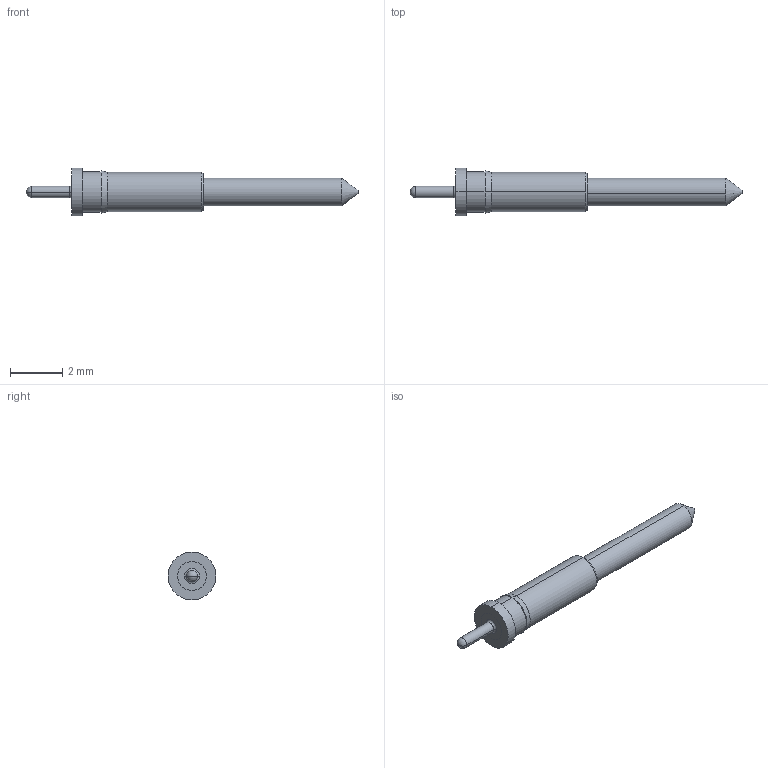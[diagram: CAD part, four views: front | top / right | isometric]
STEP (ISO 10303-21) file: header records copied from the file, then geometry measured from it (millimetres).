
FILE_DESCRIPTION (( 'STEP AP214' ), '1' );
FILE_NAME ('mill-max-$PARTNUMBER.STEP', '2018-12-19T08:04:44', ( '' ), ( '' ), 'SwSTEP 2.0', 'SolidWorks 2018', '' );
FILE_SCHEMA (( 'AUTOMOTIVE_DESIGN' ));
Length unit declared in the file: inch
Products named in the file (1): mill-max-$PARTNUMBER
Bounding box: 12.7 x 1.83 x 1.83 mm (x, y, z)
Volume: 14.5 mm3; surface area: 49.9 mm2
Topology: 1 solids, 1 shells, 26 faces, 54 edges, 33 vertices
Faces by surface type: cylinder 10, cone 6, plane 6, sphere 2, torus 2
Entity records: 712 total; most frequent: DIRECTION 138, CARTESIAN_POINT 108, ORIENTED_EDGE 100, AXIS2_PLACEMENT_3D 61, EDGE_CURVE 50, CIRCLE 34, VERTEX_POINT 31, EDGE_LOOP 31
